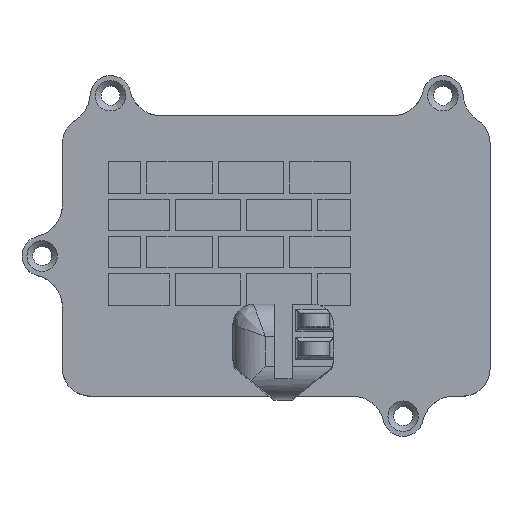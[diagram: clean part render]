
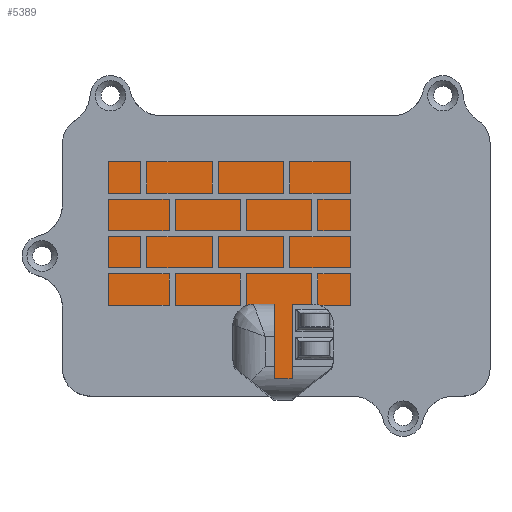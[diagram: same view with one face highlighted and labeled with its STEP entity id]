
A CAD part, top view. The second image highlights one B-rep face of the part: STEP entity #5389.
In plain terms, the highlighted planar face has unit normal (0, 0, 1).
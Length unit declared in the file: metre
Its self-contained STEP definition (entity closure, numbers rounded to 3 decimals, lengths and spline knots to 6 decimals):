
#249=CIRCLE('',#5767,0.003);
#251=CIRCLE('',#5770,0.003);
#303=CIRCLE('',#5864,0.0032);
#304=CIRCLE('',#5865,0.0032);
#1393=ORIENTED_EDGE('',*,*,#2430,.F.);
#1394=ORIENTED_EDGE('',*,*,#2343,.T.);
#1395=ORIENTED_EDGE('',*,*,#2275,.F.);
#1396=ORIENTED_EDGE('',*,*,#2431,.F.);
#1397=ORIENTED_EDGE('',*,*,#2270,.F.);
#1398=ORIENTED_EDGE('',*,*,#2432,.F.);
#1399=ORIENTED_EDGE('',*,*,#2433,.F.);
#1400=ORIENTED_EDGE('',*,*,#2426,.F.);
#2270=EDGE_CURVE('',#2907,#2908,#249,.T.);
#2275=EDGE_CURVE('',#2912,#2910,#251,.T.);
#2343=EDGE_CURVE('',#2976,#2910,#3474,.T.);
#2426=EDGE_CURVE('',#3027,#3028,#3529,.T.);
#2430=EDGE_CURVE('',#2976,#3027,#303,.T.);
#2431=EDGE_CURVE('',#2908,#2912,#3533,.T.);
#2432=EDGE_CURVE('',#3030,#2907,#3534,.T.);
#2433=EDGE_CURVE('',#3028,#3030,#304,.T.);
#2907=VERTEX_POINT('',#8650);
#2908=VERTEX_POINT('',#8652);
#2910=VERTEX_POINT('',#8657);
#2912=VERTEX_POINT('',#8661);
#2976=VERTEX_POINT('',#8801);
#3027=VERTEX_POINT('',#8973);
#3028=VERTEX_POINT('',#8975);
#3030=VERTEX_POINT('',#8985);
#3474=LINE('',#8800,#4025);
#3529=LINE('',#8974,#4080);
#3533=LINE('',#8983,#4084);
#3534=LINE('',#8984,#4085);
#4025=VECTOR('',#6885,1.);
#4080=VECTOR('',#7054,1.);
#4084=VECTOR('',#7064,1.);
#4085=VECTOR('',#7065,1.);
#4527=EDGE_LOOP('',(#1393,#1394,#1395,#1396,#1397,#1398,#1399,#1400));
#4908=FACE_BOUND('',#4527,.T.);
#5125=PLANE('',#5863);
#5389=ADVANCED_FACE('',(#4908),#5125,.F.);
#5767=AXIS2_PLACEMENT_3D('',#8651,#6766,#6767);
#5770=AXIS2_PLACEMENT_3D('',#8662,#6775,#6776);
#5863=AXIS2_PLACEMENT_3D('',#8981,#7060,#7061);
#5864=AXIS2_PLACEMENT_3D('',#8982,#7062,#7063);
#5865=AXIS2_PLACEMENT_3D('',#8986,#7066,#7067);
#6766=DIRECTION('',(0.,0.,-1.));
#6767=DIRECTION('',(-1.,0.,0.));
#6775=DIRECTION('',(0.,0.,-1.));
#6776=DIRECTION('',(-1.,0.,0.));
#6885=DIRECTION('',(1.,0.,0.));
#7054=DIRECTION('',(0.,1.,0.));
#7060=DIRECTION('',(0.,0.,-1.));
#7061=DIRECTION('',(1.,0.,0.));
#7062=DIRECTION('',(0.,0.,-1.));
#7063=DIRECTION('',(-1.,0.,0.));
#7064=DIRECTION('',(0.,-1.,0.));
#7065=DIRECTION('',(1.,0.,0.));
#7066=DIRECTION('',(0.,0.,-1.));
#7067=DIRECTION('',(-1.,0.,0.));
#8650=CARTESIAN_POINT('',(0.043243,0.028376,-0.0073));
#8651=CARTESIAN_POINT('',(0.043243,0.025376,-0.0073));
#8652=CARTESIAN_POINT('',(0.046243,0.025376,-0.0073));
#8657=CARTESIAN_POINT('',(0.043243,-0.028024,-0.0073));
#8661=CARTESIAN_POINT('',(0.046243,-0.025024,-0.0073));
#8662=CARTESIAN_POINT('',(0.043243,-0.025024,-0.0073));
#8800=CARTESIAN_POINT('',(0.001713,-0.028024,-0.0073));
#8801=CARTESIAN_POINT('',(-0.039817,-0.028024,-0.0073));
#8973=CARTESIAN_POINT('',(-0.043017,-0.024824,-0.0073));
#8974=CARTESIAN_POINT('',(-0.043017,0.000176,-0.0073));
#8975=CARTESIAN_POINT('',(-0.043017,0.025176,-0.0073));
#8981=CARTESIAN_POINT('',(0.001613,0.000176,-0.0073));
#8982=CARTESIAN_POINT('',(-0.039817,-0.024824,-0.0073));
#8983=CARTESIAN_POINT('',(0.046243,0.000176,-0.0073));
#8984=CARTESIAN_POINT('',(0.001713,0.028376,-0.0073));
#8985=CARTESIAN_POINT('',(-0.039817,0.028376,-0.0073));
#8986=CARTESIAN_POINT('',(-0.039817,0.025176,-0.0073));
